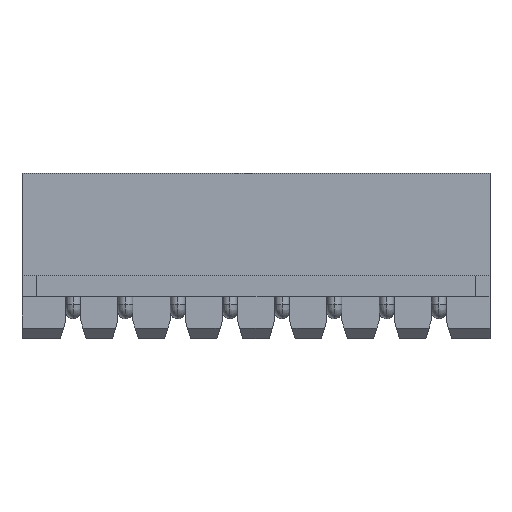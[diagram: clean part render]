
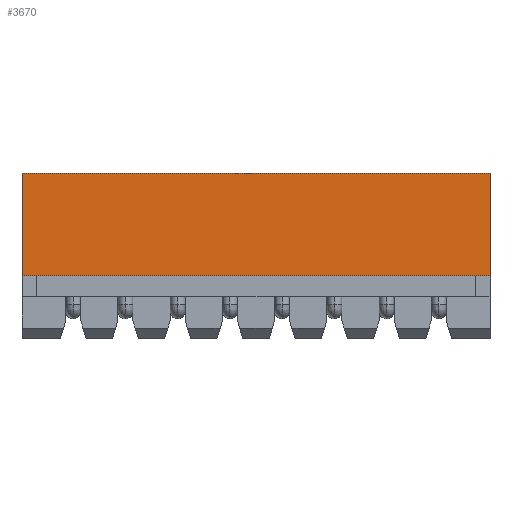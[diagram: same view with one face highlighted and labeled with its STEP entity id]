
A CAD part, top view. The second image highlights one B-rep face of the part: STEP entity #3670.
In plain terms, the highlighted planar face has unit normal (0, 0, 1).
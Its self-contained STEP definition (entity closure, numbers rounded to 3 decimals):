
#21=DIRECTION('',(1.,0.,0.));
#22=VECTOR('',#21,22.4);
#23=CARTESIAN_POINT('',(-11.2,2.95,2.45));
#24=LINE('',#23,#22);
#133=DIRECTION('',(0.,1.,0.));
#134=VECTOR('',#133,4.9);
#135=CARTESIAN_POINT('',(-11.2,-1.95,2.45));
#136=LINE('',#135,#134);
#141=DIRECTION('',(1.,0.,0.));
#142=VECTOR('',#141,22.4);
#143=CARTESIAN_POINT('',(-11.2,-1.95,2.45));
#144=LINE('',#143,#142);
#1021=DIRECTION('',(0.,1.,0.));
#1022=VECTOR('',#1021,4.9);
#1023=CARTESIAN_POINT('',(11.2,-1.95,2.45));
#1024=LINE('',#1023,#1022);
#2741=CARTESIAN_POINT('',(-11.2,2.95,2.45));
#2742=CARTESIAN_POINT('',(11.2,2.95,2.45));
#2743=VERTEX_POINT('',#2741);
#2744=VERTEX_POINT('',#2742);
#2779=CARTESIAN_POINT('',(11.2,-1.95,2.45));
#2780=VERTEX_POINT('',#2779);
#2813=CARTESIAN_POINT('',(-11.2,-1.95,2.45));
#2814=VERTEX_POINT('',#2813);
#3657=CARTESIAN_POINT('',(-11.2,-2.95,2.45));
#3658=DIRECTION('',(0.,0.,1.));
#3659=DIRECTION('',(1.,0.,0.));
#3660=AXIS2_PLACEMENT_3D('',#3657,#3658,#3659);
#3661=PLANE('',#3660);
#3663=ORIENTED_EDGE('',*,*,#3662,.F.);
#3664=ORIENTED_EDGE('',*,*,#3617,.T.);
#3665=ORIENTED_EDGE('',*,*,#3554,.T.);
#3667=ORIENTED_EDGE('',*,*,#3666,.F.);
#3668=EDGE_LOOP('',(#3663,#3664,#3665,#3667));
#3669=FACE_OUTER_BOUND('',#3668,.F.);
#3670=ADVANCED_FACE('',(#3669),#3661,.T.);
#3554=EDGE_CURVE('',#2743,#2744,#24,.T.);
#3617=EDGE_CURVE('',#2814,#2743,#136,.T.);
#3662=EDGE_CURVE('',#2814,#2780,#144,.T.);
#3666=EDGE_CURVE('',#2780,#2744,#1024,.T.);
